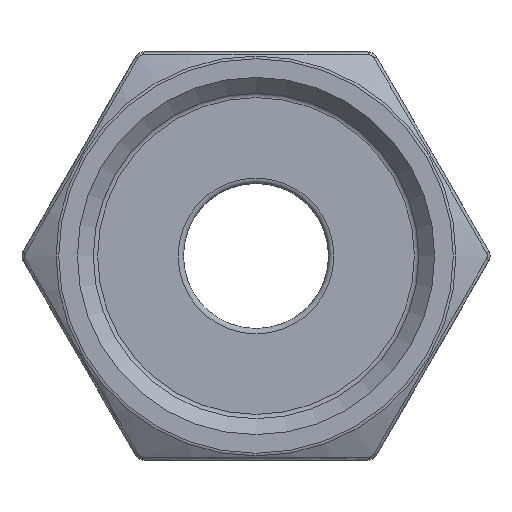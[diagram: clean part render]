
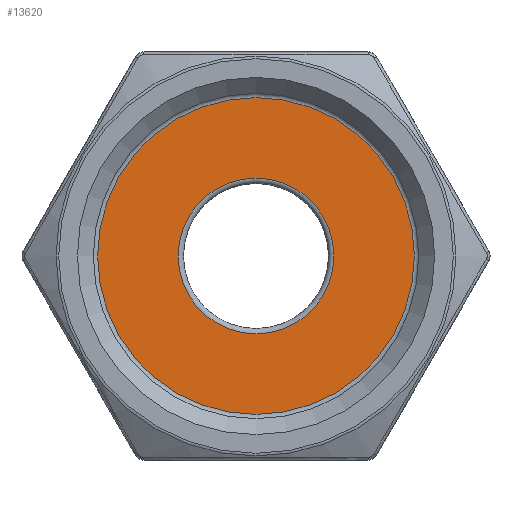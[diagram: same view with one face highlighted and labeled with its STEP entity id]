
A CAD part, left-side view. The second image highlights one B-rep face of the part: STEP entity #13620.
In plain terms, the highlighted planar face has unit normal (-1, 0, 0).
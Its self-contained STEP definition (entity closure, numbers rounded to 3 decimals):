
#33 = AXIS2_PLACEMENT_3D ( 'NONE', #9345, #2002, #11368 ) ;
#1426 = AXIS2_PLACEMENT_3D ( 'NONE', #12465, #8101, #5012 ) ;
#2002 = DIRECTION ( 'NONE',  ( -1., 0., 0. ) ) ;
#2403 = CARTESIAN_POINT ( 'NONE',  ( 18.2, 0., 0. ) ) ;
#3348 = ORIENTED_EDGE ( 'NONE', *, *, #3826, .F. ) ;
#3826 = EDGE_CURVE ( 'NONE', #9175, #9175, #11044, .T. ) ;
#4605 = EDGE_LOOP ( 'NONE', ( #9809 ) ) ;
#4963 = CIRCLE ( 'NONE', #33, 7.25 ) ;
#5012 = DIRECTION ( 'NONE',  ( 0., 1., 0. ) ) ;
#5336 = EDGE_CURVE ( 'NONE', #10174, #10174, #4963, .T. ) ;
#5548 = DIRECTION ( 'NONE',  ( 0., 0., 1. ) ) ;
#6463 = DIRECTION ( 'NONE',  ( 1., 0., 0. ) ) ;
#8030 = FACE_OUTER_BOUND ( 'NONE', #8211, .T. ) ;
#8101 = DIRECTION ( 'NONE',  ( 1., 0., 0. ) ) ;
#8159 = CARTESIAN_POINT ( 'NONE',  ( 18.2, 0., 7.25 ) ) ;
#8211 = EDGE_LOOP ( 'NONE', ( #3348 ) ) ;
#9175 = VERTEX_POINT ( 'NONE', #13438 ) ;
#9345 = CARTESIAN_POINT ( 'NONE',  ( 18.2, 0., 0. ) ) ;
#9809 = ORIENTED_EDGE ( 'NONE', *, *, #5336, .F. ) ;
#10174 = VERTEX_POINT ( 'NONE', #8159 ) ;
#10394 = AXIS2_PLACEMENT_3D ( 'NONE', #2403, #6463, #5548 ) ;
#10401 = PLANE ( 'NONE',  #1426 ) ;
#11044 = CIRCLE ( 'NONE', #10394, 14.745 ) ;
#11368 = DIRECTION ( 'NONE',  ( 0., 0., 1. ) ) ;
#12107 = FACE_BOUND ( 'NONE', #4605, .T. ) ;
#12465 = CARTESIAN_POINT ( 'NONE',  ( 18.2, 0., -15.245 ) ) ;
#13438 = CARTESIAN_POINT ( 'NONE',  ( 18.2, 0., 14.746 ) ) ;
#13620 = ADVANCED_FACE ( 'NONE', ( #12107, #8030 ), #10401, .F. ) ;
